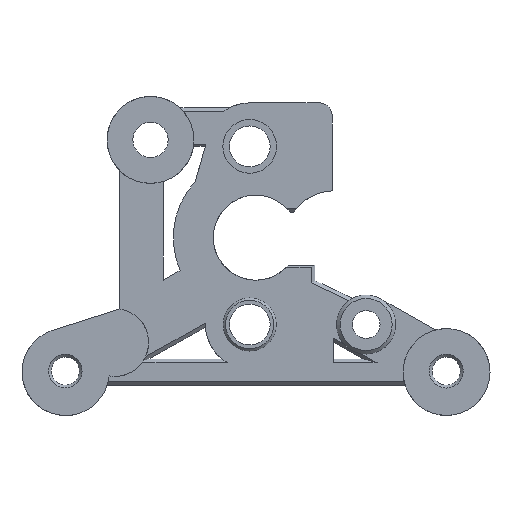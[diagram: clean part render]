
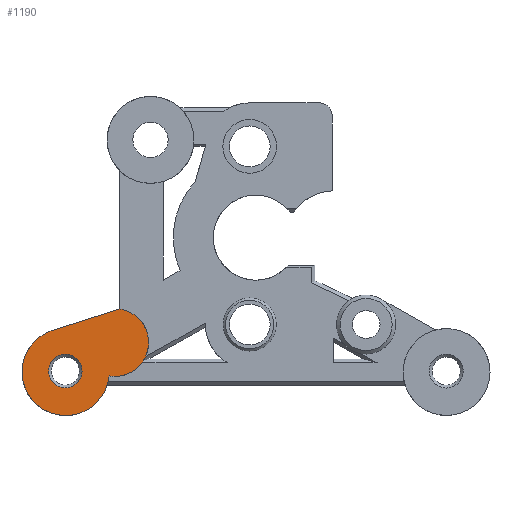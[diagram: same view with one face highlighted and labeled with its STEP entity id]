
A CAD part, front view. The second image highlights one B-rep face of the part: STEP entity #1190.
In plain terms, the highlighted planar face has unit normal (0, -1, 0).
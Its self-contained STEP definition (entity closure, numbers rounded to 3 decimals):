
#494=CARTESIAN_POINT('',(-7.615,-7.658,22.563));
#495=VERTEX_POINT('',#494);
#521=CARTESIAN_POINT('',(-14.996,-7.658,20.207));
#522=VERTEX_POINT('',#521);
#529=CARTESIAN_POINT('',(-14.996,-7.658,20.207));
#530=DIRECTION('',(0.953,0.,0.304));
#531=VECTOR('',#530,7.749);
#532=LINE('',#529,#531);
#533=EDGE_CURVE('',#522,#495,#532,.T.);
#1137=CARTESIAN_POINT('',(8.034,-7.658,29.171));
#1138=DIRECTION('',(0.,-1.,0.));
#1139=DIRECTION('',(1.,0.,0.));
#1140=AXIS2_PLACEMENT_3D('',#1137,#1138,#1139);
#1141=PLANE('',#1140);
#1142=CARTESIAN_POINT('',(-11.959,-7.658,15.425));
#1143=VERTEX_POINT('',#1142);
#1144=CARTESIAN_POINT('',(-13.884,-7.658,13.5));
#1145=VERTEX_POINT('',#1144);
#1146=CARTESIAN_POINT('',(-13.884,-7.658,15.425));
#1147=DIRECTION('',(0.,-1.,0.));
#1148=DIRECTION('',(0.,0.,-1.));
#1149=AXIS2_PLACEMENT_3D('',#1146,#1147,#1148);
#1150=CIRCLE('',#1149,1.925);
#1151=EDGE_CURVE('',#1143,#1145,#1150,.T.);
#1152=ORIENTED_EDGE('',*,*,#1151,.F.);
#1153=CARTESIAN_POINT('',(-13.884,-7.658,15.425));
#1154=DIRECTION('',(0.,-1.,0.));
#1155=DIRECTION('',(0.,0.,-1.));
#1156=AXIS2_PLACEMENT_3D('',#1153,#1154,#1155);
#1157=CIRCLE('',#1156,1.925);
#1158=EDGE_CURVE('',#1145,#1143,#1157,.T.);
#1159=ORIENTED_EDGE('',*,*,#1158,.F.);
#1160=EDGE_LOOP('',(#1152,#1159));
#1161=FACE_BOUND('',#1160,.T.);
#1162=CARTESIAN_POINT('',(-8.853,-7.658,14.854));
#1163=VERTEX_POINT('',#1162);
#1164=CARTESIAN_POINT('',(-13.851,-7.658,15.32));
#1165=DIRECTION('',(-0.,1.,-0.));
#1166=DIRECTION('',(0.,0.,-1.));
#1167=AXIS2_PLACEMENT_3D('',#1164,#1165,#1166);
#1168=CIRCLE('',#1167,5.02);
#1169=EDGE_CURVE('',#1163,#522,#1168,.T.);
#1170=ORIENTED_EDGE('',*,*,#1169,.F.);
#1171=CARTESIAN_POINT('',(-8.202,-7.658,14.799));
#1172=VERTEX_POINT('',#1171);
#1173=CARTESIAN_POINT('',(-8.202,-7.658,18.701));
#1174=DIRECTION('',(0.,-1.,0.));
#1175=DIRECTION('',(0.,0.,-1.));
#1176=AXIS2_PLACEMENT_3D('',#1173,#1174,#1175);
#1177=CIRCLE('',#1176,3.902);
#1178=EDGE_CURVE('',#1163,#1172,#1177,.T.);
#1179=ORIENTED_EDGE('',*,*,#1178,.T.);
#1180=CARTESIAN_POINT('',(-8.202,-7.658,18.701));
#1181=DIRECTION('',(0.,-1.,0.));
#1182=DIRECTION('',(0.,0.,-1.));
#1183=AXIS2_PLACEMENT_3D('',#1180,#1181,#1182);
#1184=CIRCLE('',#1183,3.902);
#1185=EDGE_CURVE('',#1172,#495,#1184,.T.);
#1186=ORIENTED_EDGE('',*,*,#1185,.T.);
#1187=ORIENTED_EDGE('',*,*,#533,.F.);
#1188=EDGE_LOOP('',(#1170,#1179,#1186,#1187));
#1189=FACE_BOUND('',#1188,.T.);
#1190=ADVANCED_FACE('',(#1161,#1189),#1141,.T.);
